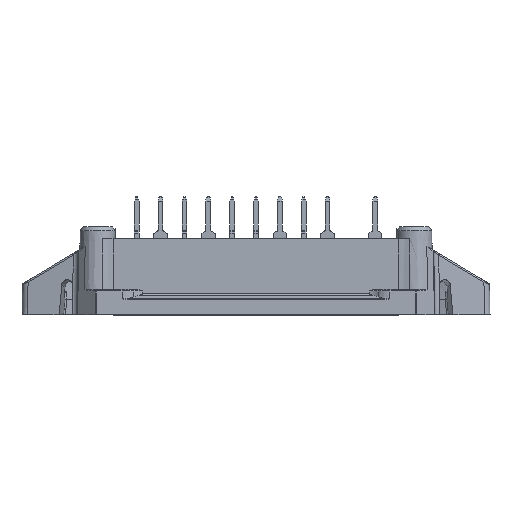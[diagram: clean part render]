
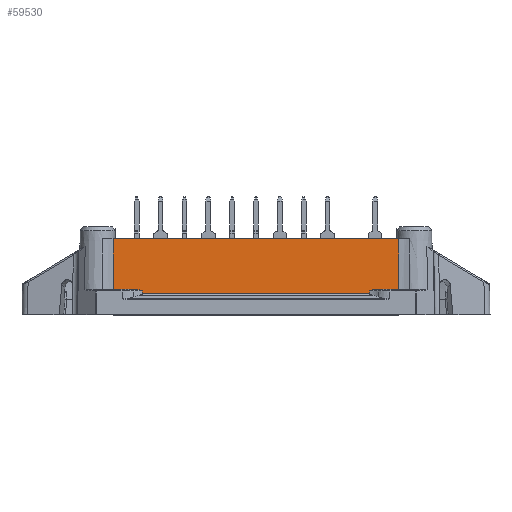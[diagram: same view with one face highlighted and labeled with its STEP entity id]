
A CAD part, front view. The second image highlights one B-rep face of the part: STEP entity #59530.
In plain terms, the highlighted planar face has unit normal (0, -1, 0.018).
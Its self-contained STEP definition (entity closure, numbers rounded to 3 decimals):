
#1373=B_SPLINE_CURVE_WITH_KNOTS('',3,(#83063,#83064,#83065,#83066,#83067,
#83068),.UNSPECIFIED.,.F.,.F.,(4,1,1,4),(0.,0.,0.001,
0.001),.UNSPECIFIED.);
#1375=B_SPLINE_CURVE_WITH_KNOTS('',3,(#83085,#83086,#83087,#83088,#83089,
#83090,#83091),.UNSPECIFIED.,.F.,.F.,(4,1,1,1,4),(0.,
0.,0.,0.,0.001),
 .UNSPECIFIED.);
#1376=B_SPLINE_CURVE_WITH_KNOTS('',3,(#83095,#83096,#83097,#83098),
 .UNSPECIFIED.,.F.,.F.,(4,4),(0.001,0.001),
 .UNSPECIFIED.);
#1379=B_SPLINE_CURVE_WITH_KNOTS('',3,(#83116,#83117,#83118,#83119),
 .UNSPECIFIED.,.F.,.F.,(4,4),(0.,0.001),
 .UNSPECIFIED.);
#1453=B_SPLINE_CURVE_WITH_KNOTS('',3,(#84072,#84073,#84074,#84075),
 .UNSPECIFIED.,.F.,.F.,(4,4),(0.,0.007),
 .UNSPECIFIED.);
#1454=B_SPLINE_CURVE_WITH_KNOTS('',3,(#84079,#84080,#84081,#84082),
 .UNSPECIFIED.,.F.,.F.,(4,4),(0.,0.007),.UNSPECIFIED.);
#5987=ORIENTED_EDGE('',*,*,#17328,.T.);
#5988=ORIENTED_EDGE('',*,*,#17327,.T.);
#5989=ORIENTED_EDGE('',*,*,#17324,.T.);
#5990=ORIENTED_EDGE('',*,*,#17322,.T.);
#5991=ORIENTED_EDGE('',*,*,#17320,.F.);
#5992=ORIENTED_EDGE('',*,*,#17540,.T.);
#5993=ORIENTED_EDGE('',*,*,#17541,.T.);
#5994=ORIENTED_EDGE('',*,*,#17542,.T.);
#5995=ORIENTED_EDGE('',*,*,#17495,.T.);
#5996=ORIENTED_EDGE('',*,*,#17315,.T.);
#17315=EDGE_CURVE('',#23322,#23323,#1373,.T.);
#17320=EDGE_CURVE('',#23325,#23326,#26977,.F.);
#17322=EDGE_CURVE('',#23327,#23326,#1375,.T.);
#17324=EDGE_CURVE('',#23328,#23327,#1376,.T.);
#17327=EDGE_CURVE('',#23329,#23328,#26978,.F.);
#17328=EDGE_CURVE('',#23323,#23329,#1379,.T.);
#17495=EDGE_CURVE('',#23424,#23322,#27037,.F.);
#17540=EDGE_CURVE('',#23325,#23449,#1453,.T.);
#17541=EDGE_CURVE('',#23449,#23450,#27058,.F.);
#17542=EDGE_CURVE('',#23450,#23424,#1454,.T.);
#23322=VERTEX_POINT('',#83069);
#23323=VERTEX_POINT('',#83070);
#23325=VERTEX_POINT('',#83080);
#23326=VERTEX_POINT('',#83082);
#23327=VERTEX_POINT('',#83092);
#23328=VERTEX_POINT('',#83099);
#23329=VERTEX_POINT('',#83113);
#23424=VERTEX_POINT('',#83898);
#23449=VERTEX_POINT('',#84071);
#23450=VERTEX_POINT('',#84078);
#26977=LINE('',#83081,#30991);
#26978=LINE('',#83114,#30992);
#27037=LINE('',#83897,#31051);
#27058=LINE('',#84077,#31072);
#30991=VECTOR('',#67752,1000.);
#30992=VECTOR('',#67763,1000.);
#31051=VECTOR('',#68020,1000.);
#31072=VECTOR('',#68099,1000.);
#35164=EDGE_LOOP('',(#5987,#5988,#5989,#5990,#5991,#5992,#5993,#5994,#5995,
#5996));
#37848=FACE_BOUND('',#35164,.T.);
#40179=PLANE('',#62422);
#59530=ADVANCED_FACE('',(#37848),#40179,.T.);
#62422=AXIS2_PLACEMENT_3D('',#84076,#68097,#68098);
#67752=DIRECTION('',(1.,0.,0.));
#67763=DIRECTION('',(-1.,0.,0.));
#68020=DIRECTION('',(-1.,0.,0.));
#68097=DIRECTION('',(0.,-1.,0.017));
#68098=DIRECTION('',(0.,0.017,1.));
#68099=DIRECTION('',(1.,0.,0.));
#83063=CARTESIAN_POINT('',(-15.909,-16.221,3.4));
#83064=CARTESIAN_POINT('',(-15.794,-16.221,3.4));
#83065=CARTESIAN_POINT('',(-15.619,-16.222,3.378));
#83066=CARTESIAN_POINT('',(-15.415,-16.223,3.31));
#83067=CARTESIAN_POINT('',(-15.277,-16.224,3.262));
#83068=CARTESIAN_POINT('',(-15.277,-16.225,3.203));
#83069=CARTESIAN_POINT('',(-15.909,-16.221,3.4));
#83070=CARTESIAN_POINT('',(-15.277,-16.225,3.203));
#83080=CARTESIAN_POINT('',(19.136,-16.221,3.4));
#83081=CARTESIAN_POINT('',(-26.5,-16.221,3.4));
#83082=CARTESIAN_POINT('',(15.909,-16.221,3.4));
#83085=CARTESIAN_POINT('',(15.277,-16.225,3.203));
#83086=CARTESIAN_POINT('',(15.277,-16.224,3.233));
#83087=CARTESIAN_POINT('',(15.331,-16.223,3.273));
#83088=CARTESIAN_POINT('',(15.431,-16.223,3.319));
#83089=CARTESIAN_POINT('',(15.627,-16.222,3.377));
#83090=CARTESIAN_POINT('',(15.794,-16.221,3.4));
#83091=CARTESIAN_POINT('',(15.909,-16.221,3.4));
#83092=CARTESIAN_POINT('',(15.277,-16.225,3.203));
#83095=CARTESIAN_POINT('',(15.277,-16.231,2.822));
#83096=CARTESIAN_POINT('',(15.277,-16.229,2.949));
#83097=CARTESIAN_POINT('',(15.277,-16.227,3.076));
#83098=CARTESIAN_POINT('',(15.277,-16.225,3.203));
#83099=CARTESIAN_POINT('',(15.277,-16.231,2.822));
#83113=CARTESIAN_POINT('',(-15.277,-16.231,2.822));
#83114=CARTESIAN_POINT('',(15.276,-16.231,2.822));
#83116=CARTESIAN_POINT('',(-15.277,-16.225,3.203));
#83117=CARTESIAN_POINT('',(-15.277,-16.227,3.076));
#83118=CARTESIAN_POINT('',(-15.277,-16.229,2.949));
#83119=CARTESIAN_POINT('',(-15.277,-16.231,2.822));
#83897=CARTESIAN_POINT('',(-26.5,-16.221,3.4));
#83898=CARTESIAN_POINT('',(-19.136,-16.221,3.4));
#84071=CARTESIAN_POINT('',(19.154,-16.103,10.2));
#84072=CARTESIAN_POINT('',(19.136,-16.221,3.4));
#84073=CARTESIAN_POINT('',(19.142,-16.182,5.667));
#84074=CARTESIAN_POINT('',(19.148,-16.142,7.933));
#84075=CARTESIAN_POINT('',(19.154,-16.103,10.2));
#84076=CARTESIAN_POINT('',(-26.5,-16.23,2.9));
#84077=CARTESIAN_POINT('',(-26.5,-16.103,10.2));
#84078=CARTESIAN_POINT('',(-19.154,-16.103,10.2));
#84079=CARTESIAN_POINT('',(-19.154,-16.103,10.2));
#84080=CARTESIAN_POINT('',(-19.148,-16.142,7.933));
#84081=CARTESIAN_POINT('',(-19.142,-16.182,5.667));
#84082=CARTESIAN_POINT('',(-19.136,-16.221,3.4));
